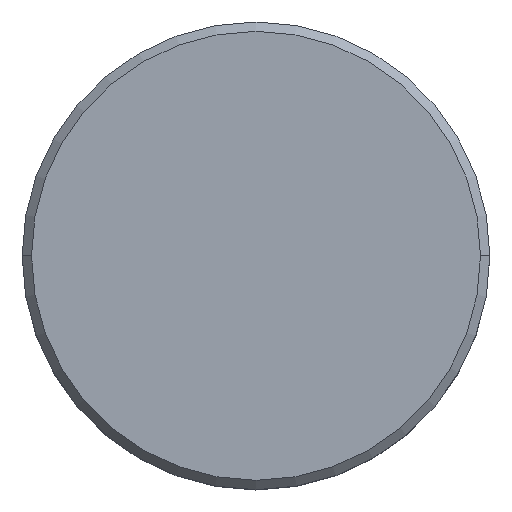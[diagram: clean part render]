
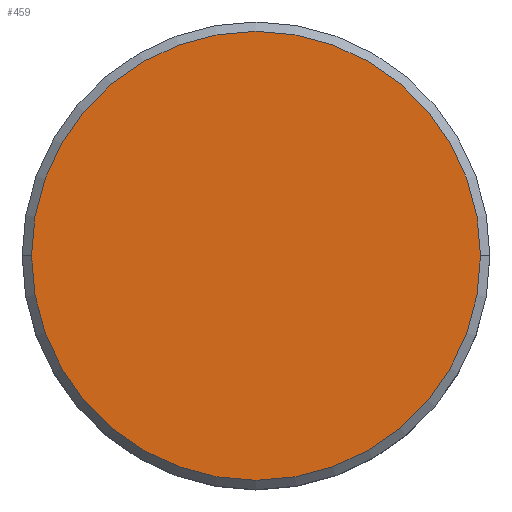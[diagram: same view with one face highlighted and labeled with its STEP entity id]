
A CAD part, top view. The second image highlights one B-rep face of the part: STEP entity #459.
In plain terms, the highlighted planar face has unit normal (0, 0, 1).
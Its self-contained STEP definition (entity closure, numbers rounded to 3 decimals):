
#31 = CARTESIAN_POINT ( 'NONE',  ( 0., 0., 0. ) ) ;
#53 = EDGE_CURVE ( 'NONE', #565, #589, #365, .T. ) ;
#80 = FACE_OUTER_BOUND ( 'NONE', #322, .T. ) ;
#103 = AXIS2_PLACEMENT_3D ( 'NONE', #288, #570, #419 ) ;
#104 = CIRCLE ( 'NONE', #205, 12. ) ;
#129 = DIRECTION ( 'NONE',  ( 1., 0., 0. ) ) ;
#205 = AXIS2_PLACEMENT_3D ( 'NONE', #31, #487, #530 ) ;
#261 = ORIENTED_EDGE ( 'NONE', *, *, #53, .T. ) ;
#270 = EDGE_CURVE ( 'NONE', #589, #565, #104, .T. ) ;
#285 = CARTESIAN_POINT ( 'NONE',  ( -12., 0., 0. ) ) ;
#288 = CARTESIAN_POINT ( 'NONE',  ( 0., 0., 0. ) ) ;
#322 = EDGE_LOOP ( 'NONE', ( #261, #504 ) ) ;
#361 = DIRECTION ( 'NONE',  ( 0., 0., 1. ) ) ;
#365 = CIRCLE ( 'NONE', #103, 12. ) ;
#412 = CARTESIAN_POINT ( 'NONE',  ( 0., 0., 0. ) ) ;
#419 = DIRECTION ( 'NONE',  ( 1., 0., 0. ) ) ;
#456 = PLANE ( 'NONE',  #484 ) ;
#459 = ADVANCED_FACE ( 'NONE', ( #80 ), #456, .T. ) ;
#484 = AXIS2_PLACEMENT_3D ( 'NONE', #412, #361, #129 ) ;
#487 = DIRECTION ( 'NONE',  ( 0., 0., 1. ) ) ;
#504 = ORIENTED_EDGE ( 'NONE', *, *, #270, .T. ) ;
#530 = DIRECTION ( 'NONE',  ( 1., 0., 0. ) ) ;
#563 = CARTESIAN_POINT ( 'NONE',  ( 12., 0., 0. ) ) ;
#565 = VERTEX_POINT ( 'NONE', #285 ) ;
#570 = DIRECTION ( 'NONE',  ( 0., 0., 1. ) ) ;
#589 = VERTEX_POINT ( 'NONE', #563 ) ;
